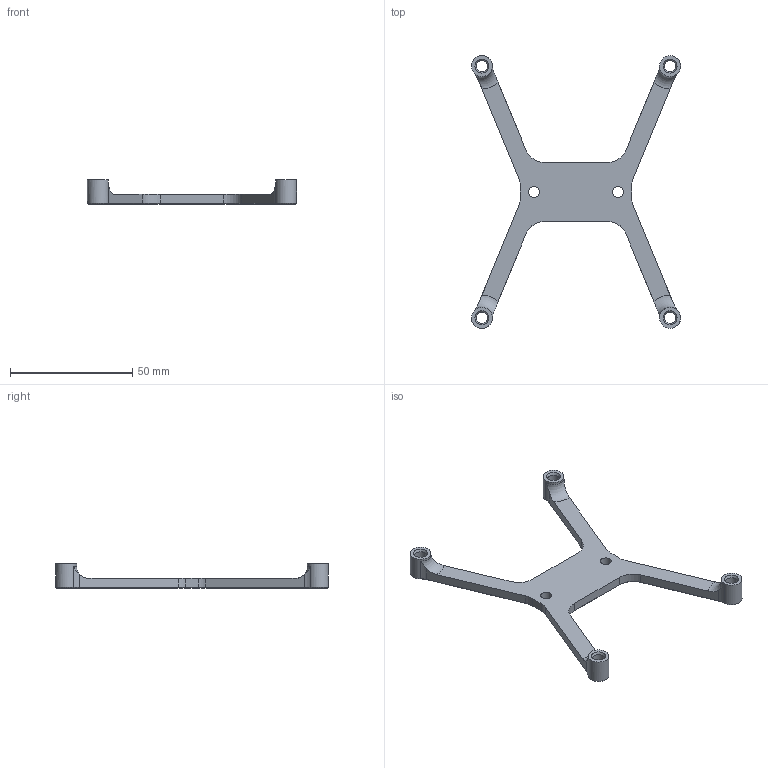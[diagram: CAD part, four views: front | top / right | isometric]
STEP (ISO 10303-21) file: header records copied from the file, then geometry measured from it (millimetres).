
FILE_DESCRIPTION(/* description */ ('STEP AP214'),/* implementation_level */ '2;1');
FILE_NAME(/* name */ '605f7078b8e38c112abb6679',/* time_stamp */ '2021-03-27T17:50:49+00:00',/* author */ (''),/* organization */ (''),/* preprocessor_version */ 'ST-DEVELOPER v18.1',/* originating_system */ ' ',/* authorisation */ ' ');
FILE_SCHEMA (('AUTOMOTIVE_DESIGN {1 0 10303 214 3 1 1}'));
Length unit declared in the file: metre
Products named in the file (1): skr-1.3-bracket-for-drp-03
Bounding box: 85.44 x 111.45 x 10.1 mm (x, y, z)
Volume: 10791.4 mm3; surface area: 8076.3 mm2
Topology: 1 solids, 1 shells, 90 faces, 222 edges, 134 vertices
Faces by surface type: plane 30, cone 30, cylinder 26, torus 4
Full cylindrical faces by diameter (mm): 4.545 x2, 4.747 x4, 8.585 x4
Entity records: 2566 total; most frequent: CARTESIAN_POINT 467, DIRECTION 446, ORIENTED_EDGE 396, EDGE_CURVE 198, AXIS2_PLACEMENT_3D 173, VERTEX_POINT 130, EDGE_LOOP 122, FACE_BOUND 122
